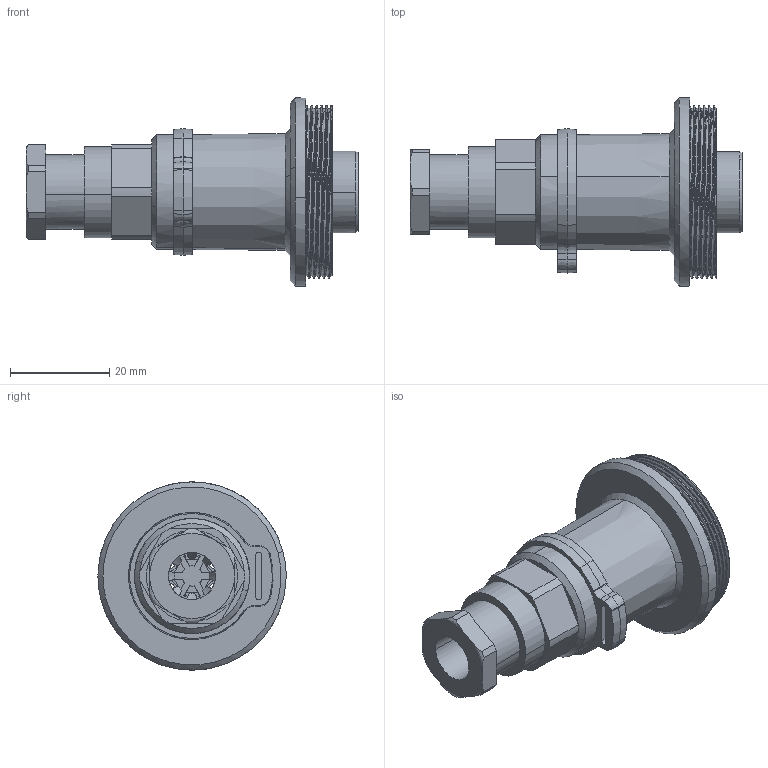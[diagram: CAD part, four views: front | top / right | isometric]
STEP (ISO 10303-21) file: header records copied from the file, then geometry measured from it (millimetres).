
FILE_DESCRIPTION(('STEP AP242'),'1');
FILE_NAME('px0740-s.stp','2023-05-17T15:37:22',('TraceParts'),('TraceParts S.A.'),'Spatial InterOp 3D',' ',' ');
FILE_SCHEMA(('AP242_MANAGED_MODEL_BASED_3D_ENGINEERING_MIM_LF {1 0 10303 442 1 1 4}'));
Length unit declared in the file: millimetre
Products named in the file (1): px0740-s_1
Bounding box: 66.97 x 37.95 x 37.96 mm (x, y, z)
Volume: 16529 mm3; surface area: 17270 mm2
Topology: 3 solids, 3 shells, 978 faces, 2866 edges, 1941 vertices
Faces by surface type: plane 721, cylinder 117, cone 109, bspline 31
Entity records: 62354 total; most frequent: CARTESIAN_POINT 28062, ORIENTED_EDGE 5732, DIRECTION 4850, EDGE_CURVE 2866, LINE 2104, VECTOR 2104, VERTEX_POINT 1941, PRESENTATION_STYLE_ASSIGNMENT 1414
